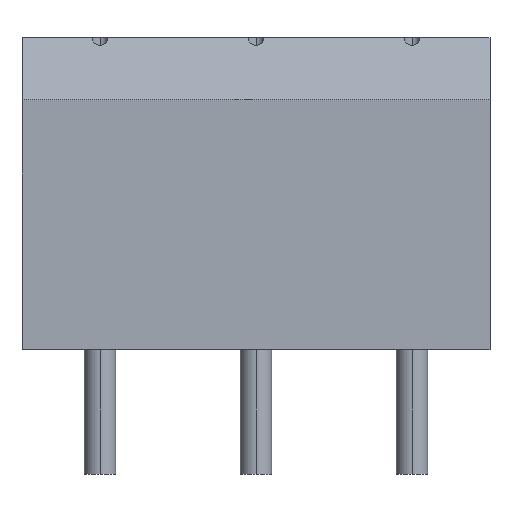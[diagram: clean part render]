
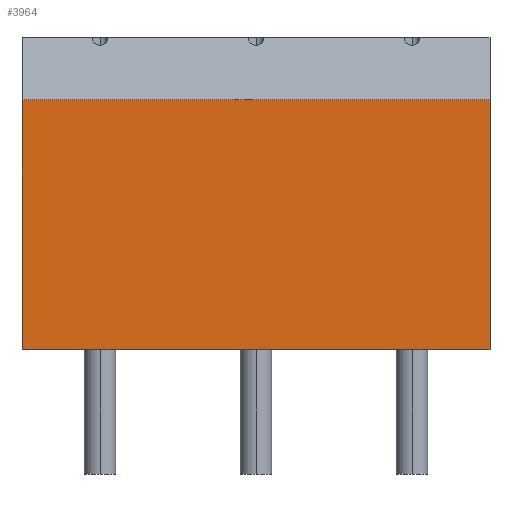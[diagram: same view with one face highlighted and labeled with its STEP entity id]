
A CAD part, top view. The second image highlights one B-rep face of the part: STEP entity #3964.
In plain terms, the highlighted planar face has unit normal (0, 0, 1).
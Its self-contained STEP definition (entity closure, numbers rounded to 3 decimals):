
#178 = CARTESIAN_POINT ( 'NONE',  ( -7.5, 8., 4. ) ) ;
#237 = DIRECTION ( 'NONE',  ( 0., 0., -1. ) ) ;
#418 = CARTESIAN_POINT ( 'NONE',  ( -7.5, 10., 4. ) ) ;
#553 = CARTESIAN_POINT ( 'NONE',  ( -7.5, 10., 4. ) ) ;
#578 = ORIENTED_EDGE ( 'NONE', *, *, #2136, .F. ) ;
#706 = DIRECTION ( 'NONE',  ( -1., 0., 0. ) ) ;
#775 = LINE ( 'NONE', #418, #2963 ) ;
#816 = DIRECTION ( 'NONE',  ( 1., 0., 0. ) ) ;
#996 = VERTEX_POINT ( 'NONE', #2204 ) ;
#1027 = LINE ( 'NONE', #2038, #1122 ) ;
#1122 = VECTOR ( 'NONE', #706, 1000. ) ;
#1170 = LINE ( 'NONE', #4144, #1474 ) ;
#1289 = ORIENTED_EDGE ( 'NONE', *, *, #2750, .F. ) ;
#1405 = VECTOR ( 'NONE', #816, 1000. ) ;
#1441 = DIRECTION ( 'NONE',  ( 0., -1., 0. ) ) ;
#1474 = VECTOR ( 'NONE', #1441, 1000. ) ;
#1496 = LINE ( 'NONE', #178, #1405 ) ;
#1568 = VERTEX_POINT ( 'NONE', #4047 ) ;
#1751 = DIRECTION ( 'NONE',  ( 0., 1., 0. ) ) ;
#1777 = AXIS2_PLACEMENT_3D ( 'NONE', #553, #237, #4305 ) ;
#1835 = CARTESIAN_POINT ( 'NONE',  ( 7.5, 8., 4. ) ) ;
#2038 = CARTESIAN_POINT ( 'NONE',  ( -7.5, 0., 4. ) ) ;
#2136 = EDGE_CURVE ( 'NONE', #2166, #1568, #1170, .T. ) ;
#2166 = VERTEX_POINT ( 'NONE', #1835 ) ;
#2204 = CARTESIAN_POINT ( 'NONE',  ( -7.5, 8., 4. ) ) ;
#2410 = EDGE_CURVE ( 'NONE', #996, #2166, #1496, .T. ) ;
#2610 = FACE_OUTER_BOUND ( 'NONE', #3515, .T. ) ;
#2647 = VERTEX_POINT ( 'NONE', #3511 ) ;
#2677 = ORIENTED_EDGE ( 'NONE', *, *, #2873, .F. ) ;
#2750 = EDGE_CURVE ( 'NONE', #1568, #2647, #1027, .T. ) ;
#2873 = EDGE_CURVE ( 'NONE', #2647, #996, #775, .T. ) ;
#2963 = VECTOR ( 'NONE', #1751, 1000. ) ;
#2971 = PLANE ( 'NONE',  #1777 ) ;
#3511 = CARTESIAN_POINT ( 'NONE',  ( -7.5, 0., 4. ) ) ;
#3515 = EDGE_LOOP ( 'NONE', ( #4257, #2677, #1289, #578 ) ) ;
#3964 = ADVANCED_FACE ( 'NONE', ( #2610 ), #2971, .F. ) ;
#4047 = CARTESIAN_POINT ( 'NONE',  ( 7.5, 0., 4. ) ) ;
#4144 = CARTESIAN_POINT ( 'NONE',  ( 7.5, 10., 4. ) ) ;
#4257 = ORIENTED_EDGE ( 'NONE', *, *, #2410, .F. ) ;
#4305 = DIRECTION ( 'NONE',  ( -1., 0., 0. ) ) ;
